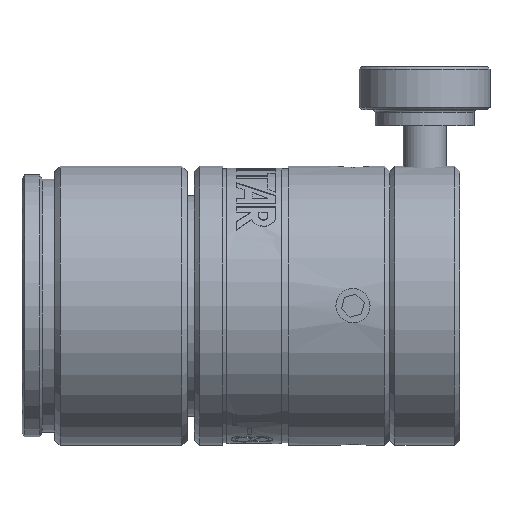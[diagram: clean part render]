
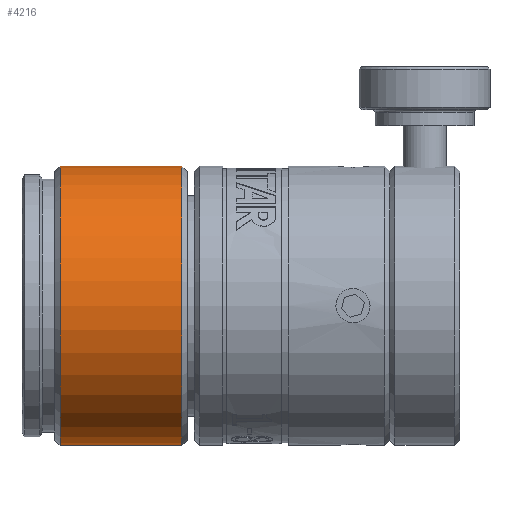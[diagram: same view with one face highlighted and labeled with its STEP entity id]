
A CAD part, top view. The second image highlights one B-rep face of the part: STEP entity #4216.
In plain terms, the highlighted cylindrical face has radius 13.525 mm (diameter 27.051 mm), a full revolution.
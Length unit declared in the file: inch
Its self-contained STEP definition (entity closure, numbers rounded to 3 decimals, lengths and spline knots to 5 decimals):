
#989=CYLINDRICAL_SURFACE('',#4704,0.5325);
#1039=FACE_BOUND('',#1434,.T.);
#1162=FACE_OUTER_BOUND('',#1433,.T.);
#1433=EDGE_LOOP('',(#3019));
#1434=EDGE_LOOP('',(#3020));
#1820=CIRCLE('',#4703,0.5325);
#1821=CIRCLE('',#4705,0.5325);
#2004=VERTEX_POINT('',#6233);
#2005=VERTEX_POINT('',#6236);
#2427=EDGE_CURVE('',#2004,#2004,#1820,.T.);
#2428=EDGE_CURVE('',#2005,#2005,#1821,.T.);
#3019=ORIENTED_EDGE('',*,*,#2428,.F.);
#3020=ORIENTED_EDGE('',*,*,#2427,.F.);
#4216=ADVANCED_FACE('',(#1162,#1039),#989,.T.);
#4703=AXIS2_PLACEMENT_3D('',#6234,#5129,#5130);
#4704=AXIS2_PLACEMENT_3D('',#6235,#5131,#5132);
#4705=AXIS2_PLACEMENT_3D('',#6237,#5133,#5134);
#5129=DIRECTION('center_axis',(-1.,0.,0.));
#5130=DIRECTION('ref_axis',(0.,-1.,0.));
#5131=DIRECTION('center_axis',(1.,0.,0.));
#5132=DIRECTION('ref_axis',(0.,1.,0.));
#5133=DIRECTION('center_axis',(1.,0.,0.));
#5134=DIRECTION('ref_axis',(0.,-1.,0.));
#6233=CARTESIAN_POINT('',(0.145,0.5325,0.));
#6234=CARTESIAN_POINT('Origin',(0.145,0.,0.));
#6235=CARTESIAN_POINT('Origin',(0.3775,0.,0.));
#6236=CARTESIAN_POINT('',(0.61,0.5325,0.));
#6237=CARTESIAN_POINT('Origin',(0.61,0.,0.));
